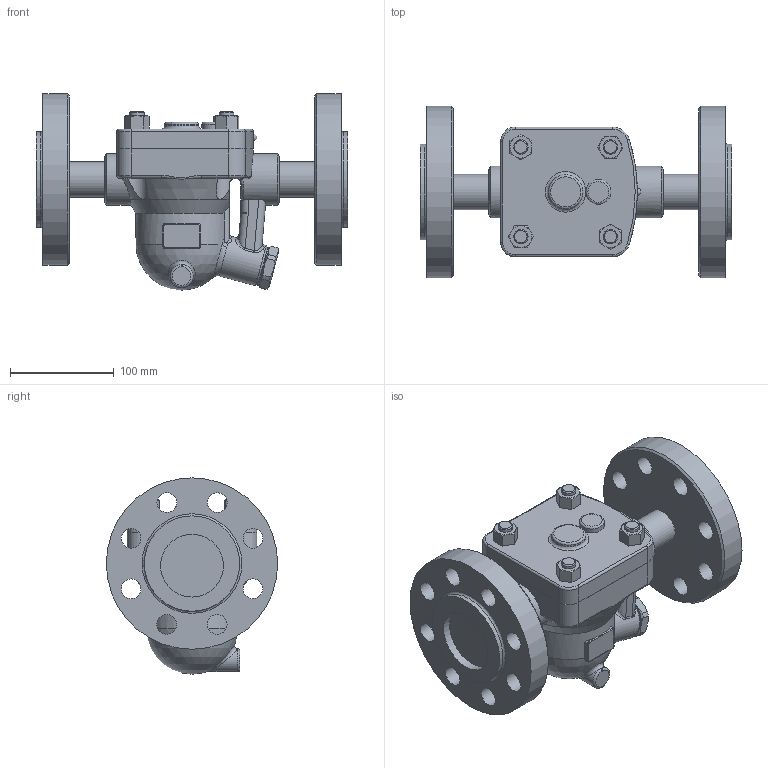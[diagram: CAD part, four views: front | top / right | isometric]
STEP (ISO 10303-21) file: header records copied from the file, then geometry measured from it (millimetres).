
FILE_DESCRIPTION((''),'2;1');
FILE_NAME('j5shb-050-a0600-00.stp','2010-09-24T11:50:47',('nakaot'),(''),'Autodesk Inventor 2008','Autodesk Inventor 2008','');
FILE_SCHEMA(('AUTOMOTIVE_DESIGN { 1 0 10303 214 1 1 1 1 }'));
Length unit declared in the file: millimetre
Products named in the file (1): j5shb-050-a0600-00
Bounding box: 300 x 165 x 189 mm (x, y, z)
Volume: 2690590.9 mm3; surface area: 263962.3 mm2
Topology: 1 solids, 1 shells, 323 faces, 801 edges, 511 vertices
Faces by surface type: plane 106, cylinder 82, bspline 70, cone 45, torus 18, sphere 2
Full cylindrical faces by diameter (mm): 14 x8, 19 x8, 24 x1, 33 x1, 34 x1, 38 x1, 40 x1, 50 x2, 60.5 x1, 80 x1, 91.9 x1, 165 x1
Entity records: 18891 total; most frequent: CARTESIAN_POINT 12020, ORIENTED_EDGE 1408, DIRECTION 1320, EDGE_CURVE 704, AXIS2_PLACEMENT_3D 562, VERTEX_POINT 480, EDGE_LOOP 462, FACE_OUTER_BOUND 323
